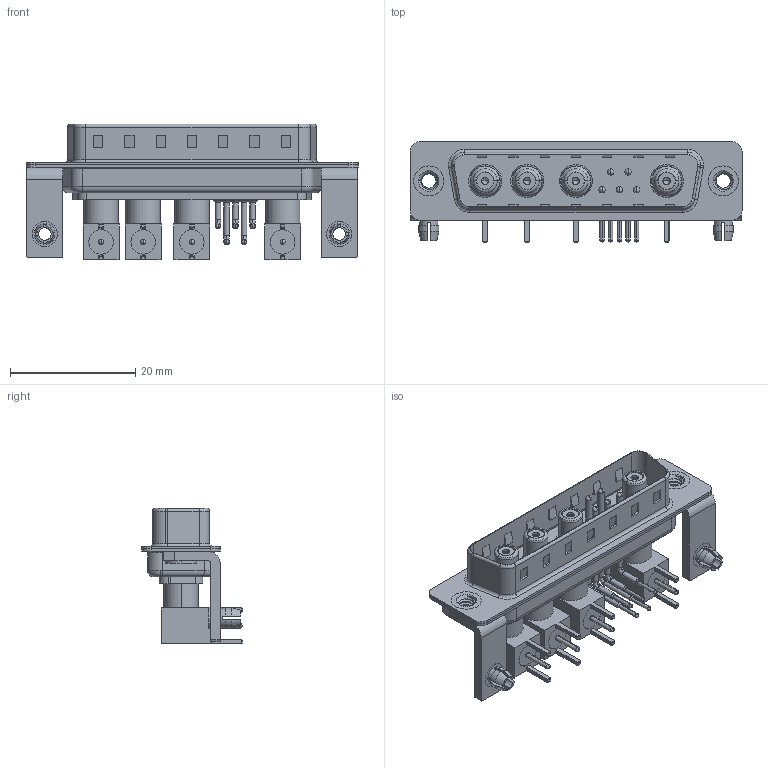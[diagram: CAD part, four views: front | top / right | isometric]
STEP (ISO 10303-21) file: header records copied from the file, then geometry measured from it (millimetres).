
FILE_DESCRIPTION (( 'STEP AP203' ), '1' );
FILE_NAME ('629-9W4-240-5N3.STEP', '2022-05-07T14:24:26', ( '' ), ( '' ), 'SwSTEP 2.0', 'SolidWorks 2020', '' );
FILE_SCHEMA (( 'CONFIG_CONTROL_DESIGN' ));
Length unit declared in the file: millimetre
Products named in the file (20): Co-Ax Jack Assy_RA; 629Combo Contact Row 2; 629Combo Shell Front_25 Contacts; 629Combo Threaded Rivet_3; 629-9W4-240-5N3; Socket_RA; 629Combo Shell Rear_25 Contacts; 629Combo Stabilizer Bracket; Co-Ax Jack_RA PC Tail; Insulator RA Pin; Insulator Socket; 629Combo Housing_9W4; 629Combo Board Lock; Locking Collar; 629Combo Contact Row 1; Insulator Socket 2; RA Back Shell
Assembly tree (46 placements, depth 3):
  629-9W4-240-5N3
    629Combo Housing_9W4
    629Combo Shell Rear_25 Contacts
    629Combo Shell Front_25 Contacts
    629Combo Threaded Rivet_3  x2
    629Combo Stabilizer Bracket  x2
    629Combo Board Lock  x2
    Co-Ax Jack Assy_RA
      Co-Ax Jack_RA PC Tail
      Insulator Socket
      Insulator Socket 2
      Locking Collar
      Socket_RA
      RA Back Shell
      Insulator RA Pin
    Co-Ax Jack Assy_RA
      Co-Ax Jack_RA PC Tail
      Insulator Socket
      Insulator Socket 2
      Locking Collar
      Socket_RA
      RA Back Shell
      Insulator RA Pin
    Co-Ax Jack Assy_RA
      Co-Ax Jack_RA PC Tail
      Insulator Socket
      Insulator Socket 2
      Locking Collar
      Socket_RA
      RA Back Shell
      Insulator RA Pin
    Co-Ax Jack Assy_RA
      Co-Ax Jack_RA PC Tail
      Insulator Socket
      Insulator Socket 2
      Locking Collar
      Socket_RA
      RA Back Shell
      Insulator RA Pin
    629Combo Contact Row 1  x2
    629Combo Contact Row 2  x3
Bounding box: 53.05 x 16 x 21.71 mm (x, y, z)
Volume: 4201.4 mm3; surface area: 11426.1 mm2
Topology: 42 solids, 42 shells, 1666 faces, 4241 edges, 2698 vertices
Faces by surface type: plane 787, cylinder 635, cone 122, torus 74, bspline 40, sphere 8
Entity records: 29641 total; most frequent: CARTESIAN_POINT 6194, DIRECTION 4496, ORIENTED_EDGE 4176, EDGE_CURVE 2088, AXIS2_PLACEMENT_3D 1618, VERTEX_POINT 1342, VECTOR 1260, LINE 1260
